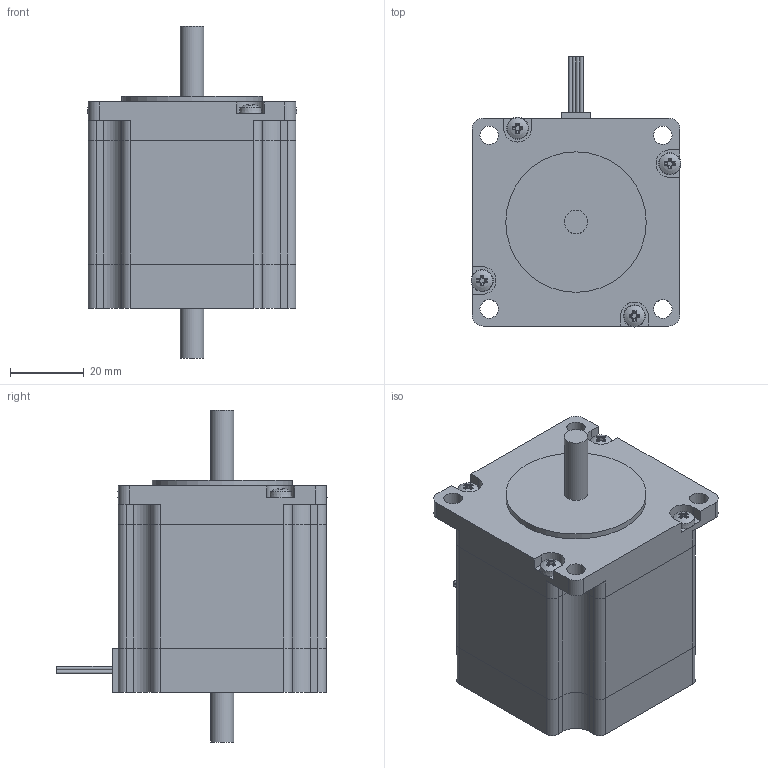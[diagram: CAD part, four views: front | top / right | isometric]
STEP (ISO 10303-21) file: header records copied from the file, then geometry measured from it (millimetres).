
FILE_DESCRIPTION(/* description */ (''),/* implementation_level */ '2;1');
FILE_NAME(/* name */ 'ST5918M3008-B.stp',/* time_stamp */ '2015-10-14T14:06:00+02:00',/* author */ ('schneid_a'),/* organization */ (''),/* preprocessor_version */ 'ST-DEVELOPER v16.1',/* originating_system */ 'Autodesk Inventor 2016',/* authorisation */ '');
FILE_SCHEMA (('AUTOMOTIVE_DESIGN { 1 0 10303 214 3 1 1 }'));
Length unit declared in the file: centimetre
Products named in the file (1): ST5918M2008-B
Bounding box: 56.94 x 73.37 x 90.1 mm (x, y, z)
Volume: 163738.8 mm3; surface area: 32387.5 mm2
Topology: 17 solids, 17 shells, 316 faces, 802 edges, 515 vertices
Faces by surface type: plane 159, cylinder 87, cone 62, sphere 4, torus 4
Full cylindrical faces by diameter (mm): 1 x2, 2.013 x2, 2.75 x4, 3 x4, 3.2 x4, 5 x4, 6.35 x2, 38.1 x1
Entity records: 9634 total; most frequent: CARTESIAN_POINT 1763, DIRECTION 1620, ORIENTED_EDGE 1516, EDGE_CURVE 748, AXIS2_PLACEMENT_3D 635, VERTEX_POINT 506, EDGE_LOOP 386, LINE 350
